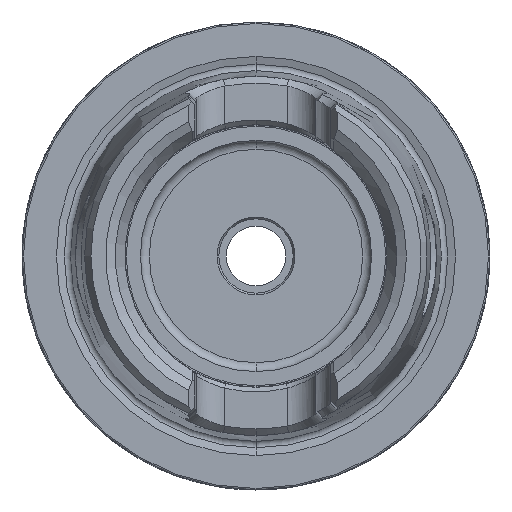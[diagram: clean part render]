
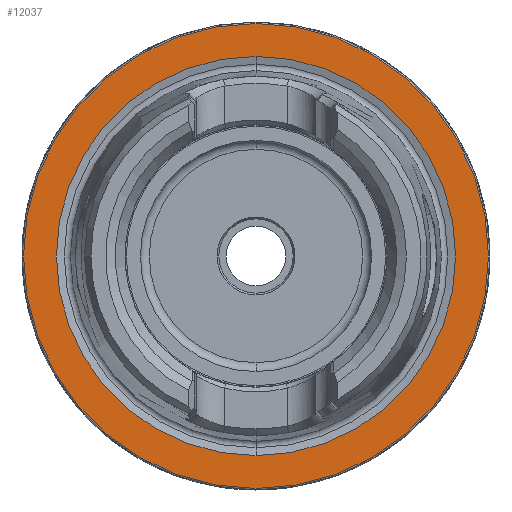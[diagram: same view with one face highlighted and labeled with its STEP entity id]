
A CAD part, left-side view. The second image highlights one B-rep face of the part: STEP entity #12037.
In plain terms, the highlighted planar face has unit normal (-1, 0, 0).
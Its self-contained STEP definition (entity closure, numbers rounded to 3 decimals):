
#793 = ORIENTED_EDGE ( 'NONE', *, *, #4854, .T. ) ;
#921 = FACE_OUTER_BOUND ( 'NONE', #5003, .T. ) ;
#1202 = VERTEX_POINT ( 'NONE', #11768 ) ;
#1388 = DIRECTION ( 'NONE',  ( -1., 0., 0. ) ) ;
#1556 = CARTESIAN_POINT ( 'NONE',  ( 0., 0., 0. ) ) ;
#2118 = DIRECTION ( 'NONE',  ( 0., 0., -1. ) ) ;
#2551 = DIRECTION ( 'NONE',  ( 0., 0., 1. ) ) ;
#2723 = VERTEX_POINT ( 'NONE', #6143 ) ;
#3153 = ORIENTED_EDGE ( 'NONE', *, *, #8405, .F. ) ;
#3865 = DIRECTION ( 'NONE',  ( -1., 0., 0. ) ) ;
#3866 = CARTESIAN_POINT ( 'NONE',  ( 0., 0., 0. ) ) ;
#4678 = CIRCLE ( 'NONE', #5415, 26.85 ) ;
#4854 = EDGE_CURVE ( 'NONE', #6282, #2723, #5528, .T. ) ;
#4879 = DIRECTION ( 'NONE',  ( 0., 0., 1. ) ) ;
#5003 = EDGE_LOOP ( 'NONE', ( #793, #5544 ) ) ;
#5415 = AXIS2_PLACEMENT_3D ( 'NONE', #9837, #3865, #10821 ) ;
#5528 = CIRCLE ( 'NONE', #9419, 31.275 ) ;
#5544 = ORIENTED_EDGE ( 'NONE', *, *, #6782, .T. ) ;
#6071 = CARTESIAN_POINT ( 'NONE',  ( 0., 31.275, 0. ) ) ;
#6143 = CARTESIAN_POINT ( 'NONE',  ( 0., 0., -31.275 ) ) ;
#6232 = FACE_BOUND ( 'NONE', #9222, .T. ) ;
#6282 = VERTEX_POINT ( 'NONE', #6577 ) ;
#6577 = CARTESIAN_POINT ( 'NONE',  ( 0., 0., 31.275 ) ) ;
#6644 = ORIENTED_EDGE ( 'NONE', *, *, #9617, .F. ) ;
#6782 = EDGE_CURVE ( 'NONE', #2723, #6282, #10581, .T. ) ;
#6870 = AXIS2_PLACEMENT_3D ( 'NONE', #7360, #1388, #8341 ) ;
#7184 = AXIS2_PLACEMENT_3D ( 'NONE', #3866, #10823, #4879 ) ;
#7321 = AXIS2_PLACEMENT_3D ( 'NONE', #6071, #8092, #2118 ) ;
#7360 = CARTESIAN_POINT ( 'NONE',  ( 0., 0., 0. ) ) ;
#7534 = VERTEX_POINT ( 'NONE', #12515 ) ;
#8092 = DIRECTION ( 'NONE',  ( 1., 0., 0. ) ) ;
#8341 = DIRECTION ( 'NONE',  ( 0., 0., 1. ) ) ;
#8405 = EDGE_CURVE ( 'NONE', #7534, #1202, #11481, .T. ) ;
#8508 = DIRECTION ( 'NONE',  ( -1., 0., 0. ) ) ;
#9222 = EDGE_LOOP ( 'NONE', ( #3153, #6644 ) ) ;
#9419 = AXIS2_PLACEMENT_3D ( 'NONE', #1556, #8508, #2551 ) ;
#9617 = EDGE_CURVE ( 'NONE', #1202, #7534, #4678, .T. ) ;
#9837 = CARTESIAN_POINT ( 'NONE',  ( 0., 0., 0. ) ) ;
#10581 = CIRCLE ( 'NONE', #7184, 31.275 ) ;
#10821 = DIRECTION ( 'NONE',  ( 0., 0., 1. ) ) ;
#10823 = DIRECTION ( 'NONE',  ( -1., 0., 0. ) ) ;
#11000 = PLANE ( 'NONE',  #7321 ) ;
#11481 = CIRCLE ( 'NONE', #6870, 26.85 ) ;
#11768 = CARTESIAN_POINT ( 'NONE',  ( 0., 0., -26.85 ) ) ;
#12037 = ADVANCED_FACE ( 'NONE', ( #6232, #921 ), #11000, .F. ) ;
#12515 = CARTESIAN_POINT ( 'NONE',  ( 0., 0., 26.85 ) ) ;
